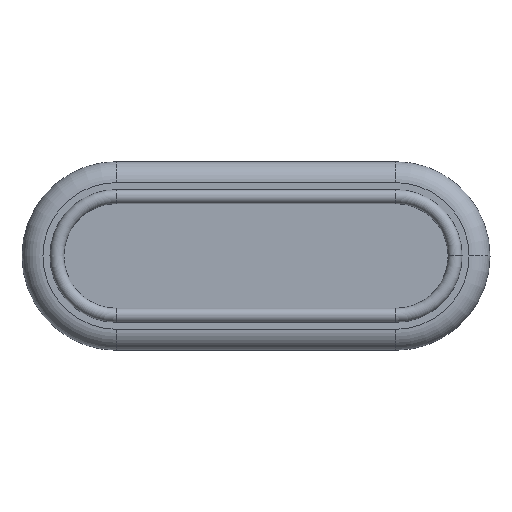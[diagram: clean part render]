
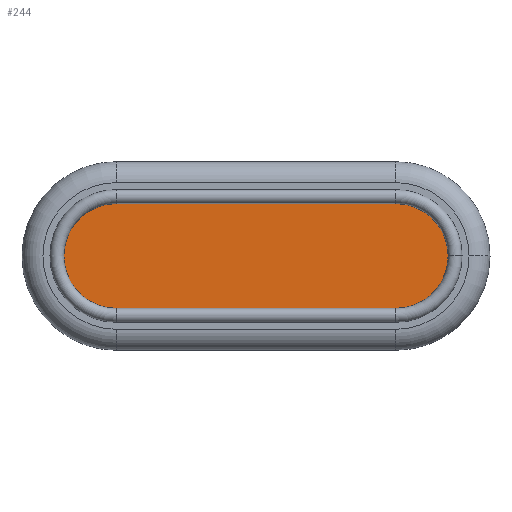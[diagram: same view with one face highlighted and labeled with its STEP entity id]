
A CAD part, top view. The second image highlights one B-rep face of the part: STEP entity #244.
In plain terms, the highlighted planar face has unit normal (0, 0, 1).
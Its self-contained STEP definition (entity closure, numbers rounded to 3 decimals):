
#14 = DIRECTION ( 'NONE',  ( 1., 0., 0. ) ) ;
#25 = CARTESIAN_POINT ( 'NONE',  ( -20., 0., 4. ) ) ;
#37 = DIRECTION ( 'NONE',  ( 1., 0., 0. ) ) ;
#39 = DIRECTION ( 'NONE',  ( 0., 0., 1. ) ) ;
#73 = CARTESIAN_POINT ( 'NONE',  ( 20., 0., 4. ) ) ;
#74 = PLANE ( 'NONE',  #634 ) ;
#83 = DIRECTION ( 'NONE',  ( 0., 0., 1. ) ) ;
#85 = CARTESIAN_POINT ( 'NONE',  ( 20., 0., 4. ) ) ;
#97 = DIRECTION ( 'NONE',  ( 1., 0., 0. ) ) ;
#107 = CARTESIAN_POINT ( 'NONE',  ( -20., 7.5, 4. ) ) ;
#160 = DIRECTION ( 'NONE',  ( 1., 0., 0. ) ) ;
#166 = DIRECTION ( 'NONE',  ( 0., 0., 1. ) ) ;
#220 = EDGE_CURVE ( 'NONE', #701, #689, #580, .T. ) ;
#222 = EDGE_CURVE ( 'NONE', #701, #715, #1128, .T. ) ;
#244 = ADVANCED_FACE ( 'NONE', ( #1149 ), #74, .T. ) ;
#250 = EDGE_CURVE ( 'NONE', #951, #715, #582, .T. ) ;
#305 = EDGE_CURVE ( 'NONE', #689, #705, #1186, .T. ) ;
#340 = EDGE_CURVE ( 'NONE', #705, #951, #1241, .T. ) ;
#357 = DIRECTION ( 'NONE',  ( 1., 0., 0. ) ) ;
#380 = CARTESIAN_POINT ( 'NONE',  ( 27.5, 0., 4. ) ) ;
#381 = CARTESIAN_POINT ( 'NONE',  ( 20., 7.5, 4. ) ) ;
#398 = DIRECTION ( 'NONE',  ( 0., 0., 1. ) ) ;
#402 = CARTESIAN_POINT ( 'NONE',  ( 20., -7.5, 4. ) ) ;
#416 = CARTESIAN_POINT ( 'NONE',  ( -20., 7.5, 4. ) ) ;
#428 = CARTESIAN_POINT ( 'NONE',  ( 20., 0., 4. ) ) ;
#450 = CARTESIAN_POINT ( 'NONE',  ( -20., -7.5, 4. ) ) ;
#543 = VECTOR ( 'NONE', #832, 1000. ) ;
#580 = CIRCLE ( 'NONE', #592, 7.5 ) ;
#582 = CIRCLE ( 'NONE', #613, 7.5 ) ;
#587 = VECTOR ( 'NONE', #14, 1000. ) ;
#592 = AXIS2_PLACEMENT_3D ( 'NONE', #25, #166, #160 ) ;
#613 = AXIS2_PLACEMENT_3D ( 'NONE', #85, #83, #97 ) ;
#634 = AXIS2_PLACEMENT_3D ( 'NONE', #73, #39, #37 ) ;
#689 = VERTEX_POINT ( 'NONE', #450 ) ;
#701 = VERTEX_POINT ( 'NONE', #416 ) ;
#705 = VERTEX_POINT ( 'NONE', #402 ) ;
#715 = VERTEX_POINT ( 'NONE', #381 ) ;
#829 = CARTESIAN_POINT ( 'NONE',  ( -20., -7.5, 4. ) ) ;
#832 = DIRECTION ( 'NONE',  ( 1., 0., 0. ) ) ;
#951 = VERTEX_POINT ( 'NONE', #380 ) ;
#971 = ORIENTED_EDGE ( 'NONE', *, *, #305, .T. ) ;
#972 = ORIENTED_EDGE ( 'NONE', *, *, #222, .F. ) ;
#973 = ORIENTED_EDGE ( 'NONE', *, *, #250, .T. ) ;
#974 = ORIENTED_EDGE ( 'NONE', *, *, #340, .T. ) ;
#975 = ORIENTED_EDGE ( 'NONE', *, *, #220, .T. ) ;
#1073 = EDGE_LOOP ( 'NONE', ( #974, #973, #972, #975, #971 ) ) ;
#1128 = LINE ( 'NONE', #107, #587 ) ;
#1149 = FACE_OUTER_BOUND ( 'NONE', #1073, .T. ) ;
#1186 = LINE ( 'NONE', #829, #543 ) ;
#1228 = AXIS2_PLACEMENT_3D ( 'NONE', #428, #398, #357 ) ;
#1241 = CIRCLE ( 'NONE', #1228, 7.5 ) ;
